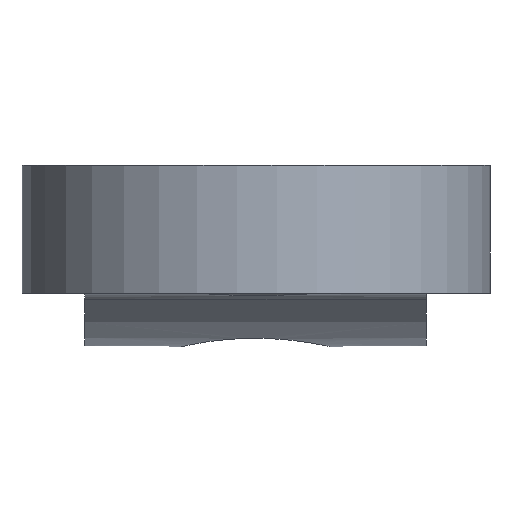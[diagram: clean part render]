
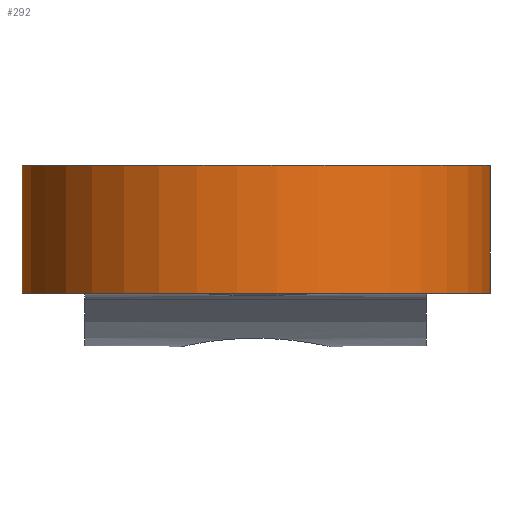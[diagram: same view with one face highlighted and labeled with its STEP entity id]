
A CAD part, front view. The second image highlights one B-rep face of the part: STEP entity #292.
In plain terms, the highlighted cylindrical face has radius 5.5 mm (diameter 11 mm), a partial arc.
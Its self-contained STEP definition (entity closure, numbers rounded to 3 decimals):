
#32=CYLINDRICAL_SURFACE('',#338,5.5);
#45=FACE_OUTER_BOUND('',#63,.T.);
#63=EDGE_LOOP('',(#262,#263,#264,#265));
#83=LINE('',#552,#103);
#84=LINE('',#554,#104);
#103=VECTOR('',#418,10.);
#104=VECTOR('',#421,10.);
#109=CIRCLE('',#315,5.5);
#121=CIRCLE('',#332,5.5);
#130=VERTEX_POINT('',#478);
#131=VERTEX_POINT('',#480);
#149=VERTEX_POINT('',#538);
#150=VERTEX_POINT('',#540);
#160=EDGE_CURVE('',#131,#130,#109,.T.);
#184=EDGE_CURVE('',#149,#150,#121,.T.);
#191=EDGE_CURVE('',#130,#150,#83,.T.);
#192=EDGE_CURVE('',#131,#149,#84,.T.);
#262=ORIENTED_EDGE('',*,*,#160,.T.);
#263=ORIENTED_EDGE('',*,*,#191,.T.);
#264=ORIENTED_EDGE('',*,*,#184,.F.);
#265=ORIENTED_EDGE('',*,*,#192,.F.);
#292=ADVANCED_FACE('',(#45),#32,.T.);
#315=AXIS2_PLACEMENT_3D('',#481,#358,#359);
#332=AXIS2_PLACEMENT_3D('',#541,#402,#403);
#338=AXIS2_PLACEMENT_3D('',#553,#419,#420);
#358=DIRECTION('center_axis',(0.,0.,-1.));
#359=DIRECTION('ref_axis',(1.,0.,0.));
#402=DIRECTION('center_axis',(0.,0.,-1.));
#403=DIRECTION('ref_axis',(1.,0.,0.));
#418=DIRECTION('',(0.,0.,-1.));
#419=DIRECTION('center_axis',(0.,0.,-1.));
#420=DIRECTION('ref_axis',(0.003,-1.,0.));
#421=DIRECTION('',(0.,0.,-1.));
#478=CARTESIAN_POINT('',(-4.,-4.961,-33.25));
#480=CARTESIAN_POINT('',(4.,-4.933,-33.25));
#481=CARTESIAN_POINT('Origin',(0.013,-8.722,-33.25));
#538=CARTESIAN_POINT('',(4.,-4.933,-36.25));
#540=CARTESIAN_POINT('',(-4.,-4.961,-36.25));
#541=CARTESIAN_POINT('Origin',(0.013,-8.722,-36.25));
#552=CARTESIAN_POINT('',(-4.,-4.961,-33.25));
#553=CARTESIAN_POINT('Origin',(0.013,-8.722,-33.25));
#554=CARTESIAN_POINT('',(4.,-4.933,-33.25));
